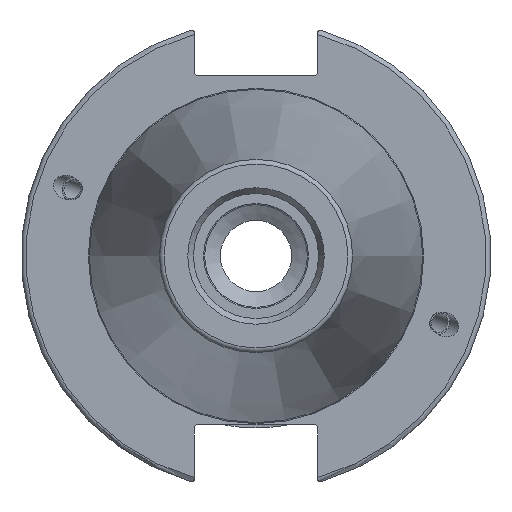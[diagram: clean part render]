
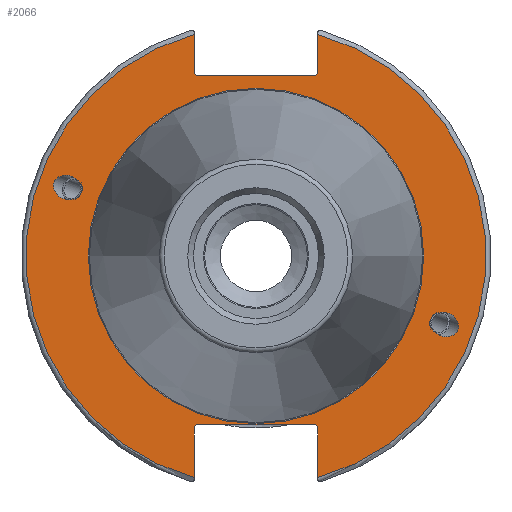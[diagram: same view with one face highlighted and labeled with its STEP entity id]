
A CAD part, left-side view. The second image highlights one B-rep face of the part: STEP entity #2066.
In plain terms, the highlighted planar face has unit normal (-1, 0, 0).
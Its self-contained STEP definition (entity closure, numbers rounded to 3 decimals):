
#41=ELLIPSE('',#2296,3.052,2.5);
#50=ELLIPSE('',#2324,3.052,2.5);
#103=FACE_BOUND('',#331,.T.);
#104=FACE_BOUND('',#332,.T.);
#105=FACE_BOUND('',#333,.T.);
#116=PLANE('',#2343);
#217=FACE_OUTER_BOUND('',#330,.T.);
#330=EDGE_LOOP('',(#1706,#1707,#1708,#1709,#1710,#1711,#1712,#1713,#1714,
#1715,#1716,#1717));
#331=EDGE_LOOP('',(#1718));
#332=EDGE_LOOP('',(#1719));
#333=EDGE_LOOP('',(#1720,#1721));
#429=LINE('',#3662,#528);
#430=LINE('',#3664,#529);
#431=LINE('',#3666,#530);
#432=LINE('',#3668,#531);
#433=LINE('',#3670,#532);
#434=LINE('',#3674,#533);
#435=LINE('',#3676,#534);
#436=LINE('',#3678,#535);
#437=LINE('',#3680,#536);
#438=LINE('',#3681,#537);
#528=VECTOR('',#2900,10.);
#529=VECTOR('',#2901,10.);
#530=VECTOR('',#2902,10.);
#531=VECTOR('',#2903,10.);
#532=VECTOR('',#2904,10.);
#533=VECTOR('',#2907,10.);
#534=VECTOR('',#2908,10.);
#535=VECTOR('',#2909,10.);
#536=VECTOR('',#2910,10.);
#537=VECTOR('',#2911,10.);
#711=CIRCLE('',#2339,35.125);
#712=CIRCLE('',#2340,35.125);
#715=CIRCLE('',#2344,48.213);
#716=CIRCLE('',#2345,48.213);
#876=VERTEX_POINT('',#3520);
#896=VERTEX_POINT('',#3621);
#905=VERTEX_POINT('',#3649);
#906=VERTEX_POINT('',#3651);
#908=VERTEX_POINT('',#3658);
#909=VERTEX_POINT('',#3659);
#910=VERTEX_POINT('',#3661);
#911=VERTEX_POINT('',#3663);
#912=VERTEX_POINT('',#3665);
#913=VERTEX_POINT('',#3667);
#914=VERTEX_POINT('',#3669);
#915=VERTEX_POINT('',#3671);
#916=VERTEX_POINT('',#3673);
#917=VERTEX_POINT('',#3675);
#918=VERTEX_POINT('',#3677);
#919=VERTEX_POINT('',#3679);
#1150=EDGE_CURVE('',#876,#876,#41,.T.);
#1178=EDGE_CURVE('',#896,#896,#50,.T.);
#1191=EDGE_CURVE('',#905,#906,#711,.T.);
#1192=EDGE_CURVE('',#906,#905,#712,.T.);
#1195=EDGE_CURVE('',#908,#909,#715,.T.);
#1196=EDGE_CURVE('',#908,#910,#429,.T.);
#1197=EDGE_CURVE('',#911,#910,#430,.T.);
#1198=EDGE_CURVE('',#911,#912,#431,.T.);
#1199=EDGE_CURVE('',#913,#912,#432,.T.);
#1200=EDGE_CURVE('',#913,#914,#433,.T.);
#1201=EDGE_CURVE('',#915,#914,#716,.T.);
#1202=EDGE_CURVE('',#915,#916,#434,.T.);
#1203=EDGE_CURVE('',#917,#916,#435,.T.);
#1204=EDGE_CURVE('',#917,#918,#436,.T.);
#1205=EDGE_CURVE('',#919,#918,#437,.T.);
#1206=EDGE_CURVE('',#919,#909,#438,.T.);
#1706=ORIENTED_EDGE('',*,*,#1195,.F.);
#1707=ORIENTED_EDGE('',*,*,#1196,.T.);
#1708=ORIENTED_EDGE('',*,*,#1197,.F.);
#1709=ORIENTED_EDGE('',*,*,#1198,.T.);
#1710=ORIENTED_EDGE('',*,*,#1199,.F.);
#1711=ORIENTED_EDGE('',*,*,#1200,.T.);
#1712=ORIENTED_EDGE('',*,*,#1201,.F.);
#1713=ORIENTED_EDGE('',*,*,#1202,.T.);
#1714=ORIENTED_EDGE('',*,*,#1203,.F.);
#1715=ORIENTED_EDGE('',*,*,#1204,.T.);
#1716=ORIENTED_EDGE('',*,*,#1205,.F.);
#1717=ORIENTED_EDGE('',*,*,#1206,.T.);
#1718=ORIENTED_EDGE('',*,*,#1150,.T.);
#1719=ORIENTED_EDGE('',*,*,#1178,.T.);
#1720=ORIENTED_EDGE('',*,*,#1192,.F.);
#1721=ORIENTED_EDGE('',*,*,#1191,.F.);
#2066=ADVANCED_FACE('',(#217,#103,#104,#105),#116,.T.);
#2296=AXIS2_PLACEMENT_3D('',#3522,#2791,#2792);
#2324=AXIS2_PLACEMENT_3D('',#3623,#2854,#2855);
#2339=AXIS2_PLACEMENT_3D('',#3652,#2888,#2889);
#2340=AXIS2_PLACEMENT_3D('',#3653,#2890,#2891);
#2343=AXIS2_PLACEMENT_3D('',#3657,#2896,#2897);
#2344=AXIS2_PLACEMENT_3D('',#3660,#2898,#2899);
#2345=AXIS2_PLACEMENT_3D('',#3672,#2905,#2906);
#2791=DIRECTION('center_axis',(1.,0.,0.));
#2792=DIRECTION('ref_axis',(0.,-0.94,-0.342));
#2854=DIRECTION('center_axis',(1.,0.,0.));
#2855=DIRECTION('ref_axis',(0.,0.94,0.342));
#2888=DIRECTION('center_axis',(-1.,0.,0.));
#2889=DIRECTION('ref_axis',(0.,-1.,0.));
#2890=DIRECTION('center_axis',(-1.,0.,0.));
#2891=DIRECTION('ref_axis',(0.,-1.,0.));
#2896=DIRECTION('center_axis',(-1.,0.,0.));
#2897=DIRECTION('ref_axis',(0.,0.,1.));
#2898=DIRECTION('center_axis',(1.,0.,0.));
#2899=DIRECTION('ref_axis',(0.,-1.,0.));
#2900=DIRECTION('',(0.,0.,-1.));
#2901=DIRECTION('',(0.,-0.707,0.707));
#2902=DIRECTION('',(0.,1.,0.));
#2903=DIRECTION('',(0.,-0.707,-0.707));
#2904=DIRECTION('',(0.,0.,1.));
#2905=DIRECTION('center_axis',(1.,0.,0.));
#2906=DIRECTION('ref_axis',(0.,1.,0.));
#2907=DIRECTION('',(0.,0.,1.));
#2908=DIRECTION('',(0.,0.707,-0.707));
#2909=DIRECTION('',(0.,-1.,0.));
#2910=DIRECTION('',(0.,0.707,0.707));
#2911=DIRECTION('',(0.,0.,-1.));
#3520=CARTESIAN_POINT('',(3.175,-36.599,-13.321));
#3522=CARTESIAN_POINT('Origin',(3.175,-39.467,-14.365));
#3621=CARTESIAN_POINT('',(3.175,36.599,13.321));
#3623=CARTESIAN_POINT('Origin',(3.175,39.467,14.365));
#3649=CARTESIAN_POINT('',(3.175,0.,35.125));
#3651=CARTESIAN_POINT('',(3.175,35.125,0.));
#3652=CARTESIAN_POINT('Origin',(3.175,0.,0.));
#3653=CARTESIAN_POINT('Origin',(3.175,0.,0.));
#3657=CARTESIAN_POINT('Origin',(3.175,49.213,0.));
#3658=CARTESIAN_POINT('',(3.175,-12.95,46.441));
#3659=CARTESIAN_POINT('',(3.175,-12.95,-46.441));
#3660=CARTESIAN_POINT('Origin',(3.175,0.,0.));
#3661=CARTESIAN_POINT('',(3.175,-12.95,38.219));
#3662=CARTESIAN_POINT('',(3.175,-12.95,18.86));
#3663=CARTESIAN_POINT('',(3.175,-12.45,37.719));
#3664=CARTESIAN_POINT('',(3.175,12.27,12.999));
#3665=CARTESIAN_POINT('',(3.175,12.45,37.719));
#3666=CARTESIAN_POINT('',(3.175,24.606,37.719));
#3667=CARTESIAN_POINT('',(3.175,12.95,38.219));
#3668=CARTESIAN_POINT('',(3.175,12.336,37.605));
#3669=CARTESIAN_POINT('',(3.175,12.95,46.441));
#3670=CARTESIAN_POINT('',(3.175,12.95,18.86));
#3671=CARTESIAN_POINT('',(3.175,12.95,-46.441));
#3672=CARTESIAN_POINT('Origin',(3.175,0.,0.));
#3673=CARTESIAN_POINT('',(3.175,12.95,-35.806));
#3674=CARTESIAN_POINT('',(3.175,12.95,-17.653));
#3675=CARTESIAN_POINT('',(3.175,12.45,-35.306));
#3676=CARTESIAN_POINT('',(3.175,12.939,-35.795));
#3677=CARTESIAN_POINT('',(3.175,-12.45,-35.306));
#3678=CARTESIAN_POINT('',(3.175,24.606,-35.306));
#3679=CARTESIAN_POINT('',(3.175,-12.95,-35.806));
#3680=CARTESIAN_POINT('',(3.175,11.667,-11.189));
#3681=CARTESIAN_POINT('',(3.175,-12.95,-17.653));
